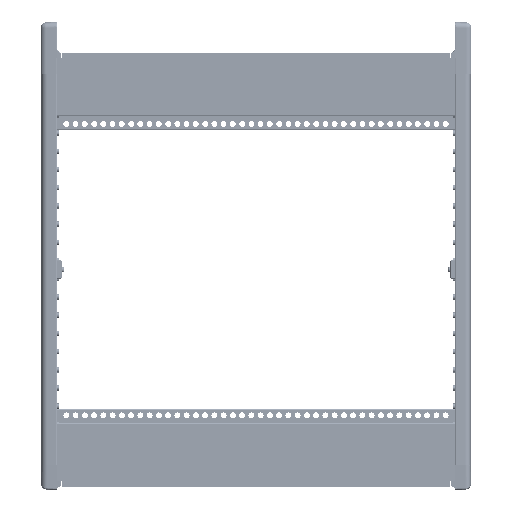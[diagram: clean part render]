
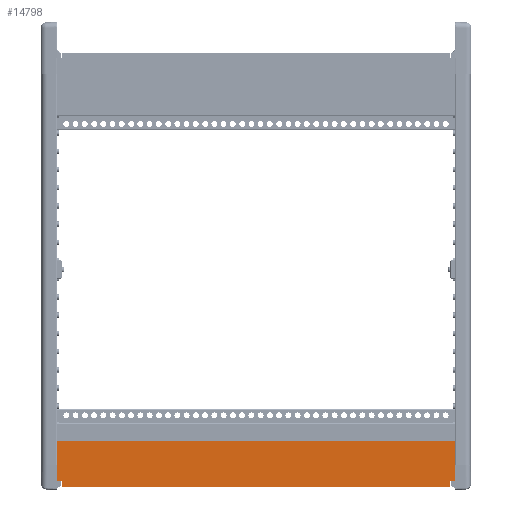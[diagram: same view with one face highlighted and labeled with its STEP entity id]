
A CAD part, front view. The second image highlights one B-rep face of the part: STEP entity #14798.
In plain terms, the highlighted face is planar.
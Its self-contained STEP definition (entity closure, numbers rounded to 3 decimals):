
#1577=FACE_OUTER_BOUND('',#2593,.T.);
#2593=EDGE_LOOP('',(#11746,#11747,#11748,#11749,#11750,#11751,#11752,#11753));
#4549=LINE('',#24000,#5715);
#4553=LINE('',#24008,#5719);
#4557=LINE('',#24015,#5723);
#4560=LINE('',#24022,#5726);
#4570=LINE('',#24043,#5736);
#4571=LINE('',#24046,#5737);
#4572=LINE('',#24048,#5738);
#4573=LINE('',#24049,#5739);
#5715=VECTOR('',#19580,1.);
#5719=VECTOR('',#19586,1.);
#5723=VECTOR('',#19590,1.);
#5726=VECTOR('',#19597,1.);
#5736=VECTOR('',#19613,1.);
#5737=VECTOR('',#19616,1.);
#5738=VECTOR('',#19617,1.);
#5739=VECTOR('',#19618,1.);
#6999=VERTEX_POINT('',#23997);
#7000=VERTEX_POINT('',#23999);
#7002=VERTEX_POINT('',#24005);
#7003=VERTEX_POINT('',#24007);
#7006=VERTEX_POINT('',#24013);
#7008=VERTEX_POINT('',#24021);
#7017=VERTEX_POINT('',#24045);
#7018=VERTEX_POINT('',#24047);
#8704=EDGE_CURVE('',#7000,#6999,#4549,.T.);
#8708=EDGE_CURVE('',#7003,#7002,#4553,.T.);
#8712=EDGE_CURVE('',#6999,#7006,#4557,.T.);
#8715=EDGE_CURVE('',#7000,#7008,#4560,.T.);
#8725=EDGE_CURVE('',#7002,#7008,#4570,.T.);
#8726=EDGE_CURVE('',#7017,#7006,#4571,.T.);
#8727=EDGE_CURVE('',#7017,#7018,#4572,.T.);
#8728=EDGE_CURVE('',#7018,#7003,#4573,.T.);
#11746=ORIENTED_EDGE('',*,*,#8712,.T.);
#11747=ORIENTED_EDGE('',*,*,#8726,.F.);
#11748=ORIENTED_EDGE('',*,*,#8727,.T.);
#11749=ORIENTED_EDGE('',*,*,#8728,.T.);
#11750=ORIENTED_EDGE('',*,*,#8708,.T.);
#11751=ORIENTED_EDGE('',*,*,#8725,.T.);
#11752=ORIENTED_EDGE('',*,*,#8715,.F.);
#11753=ORIENTED_EDGE('',*,*,#8704,.T.);
#14164=PLANE('',#16415);
#14798=ADVANCED_FACE('',(#1577),#14164,.T.);
#16415=AXIS2_PLACEMENT_3D('',#24044,#19614,#19615);
#19580=DIRECTION('',(-1.,0.,0.));
#19586=DIRECTION('',(0.,0.,-1.));
#19590=DIRECTION('',(0.,0.,-1.));
#19597=DIRECTION('',(0.,0.,1.));
#19613=DIRECTION('',(1.,0.,0.));
#19614=DIRECTION('center_axis',(0.,1.,0.));
#19615=DIRECTION('ref_axis',(0.,0.,1.));
#19616=DIRECTION('',(1.,0.,0.));
#19617=DIRECTION('',(0.,0.,1.));
#19618=DIRECTION('',(1.,0.,0.));
#23997=CARTESIAN_POINT('',(18.25,5.05,-213.4));
#23999=CARTESIAN_POINT('',(21.25,5.05,-213.4));
#24000=CARTESIAN_POINT('',(7.35,5.05,-213.4));
#24005=CARTESIAN_POINT('',(18.25,5.05,0.04));
#24007=CARTESIAN_POINT('',(18.25,5.05,2.54));
#24008=CARTESIAN_POINT('',(18.25,5.05,-107.93));
#24013=CARTESIAN_POINT('',(18.25,5.05,-215.9));
#24015=CARTESIAN_POINT('',(18.25,5.05,-215.9));
#24021=CARTESIAN_POINT('',(21.25,5.05,0.04));
#24022=CARTESIAN_POINT('',(21.25,5.05,-215.9));
#24043=CARTESIAN_POINT('',(8.85,5.05,0.04));
#24044=CARTESIAN_POINT('Origin',(-3.55,5.05,-215.9));
#24045=CARTESIAN_POINT('',(-3.55,5.05,-215.9));
#24046=CARTESIAN_POINT('',(-88.123,5.05,-215.9));
#24047=CARTESIAN_POINT('',(-3.55,5.05,2.54));
#24048=CARTESIAN_POINT('',(-3.55,5.05,-215.9));
#24049=CARTESIAN_POINT('',(-88.123,5.05,2.54));
